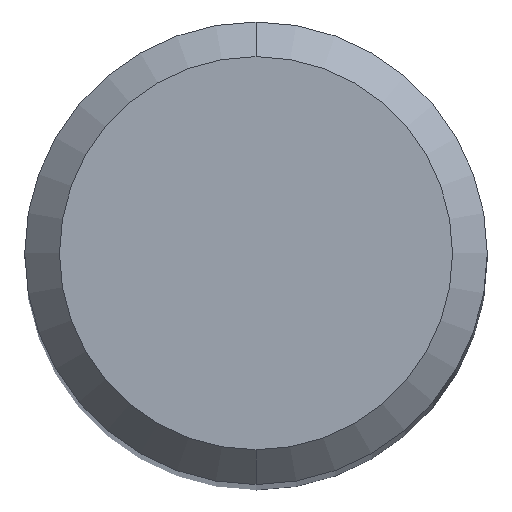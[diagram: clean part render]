
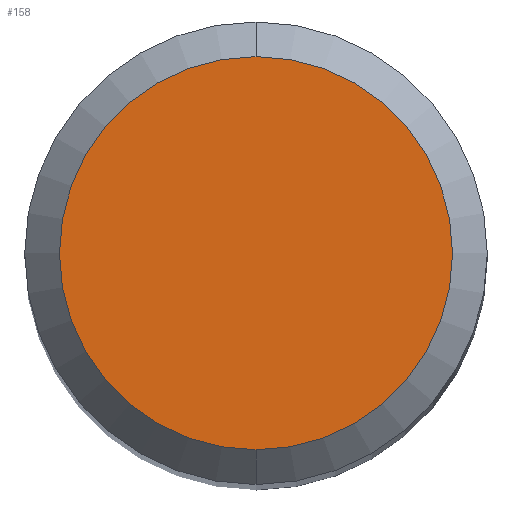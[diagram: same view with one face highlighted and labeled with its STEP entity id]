
A CAD part, top view. The second image highlights one B-rep face of the part: STEP entity #158.
In plain terms, the highlighted planar face has unit normal (0, 0, 1).
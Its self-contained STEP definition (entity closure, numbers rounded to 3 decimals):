
#98=EDGE_CURVE('',#160,#144,#247,.T.);
#112=EDGE_CURVE('',#144,#160,#262,.T.);
#144=VERTEX_POINT('',#296);
#158=ADVANCED_FACE('',(#312),#313,.T.);
#160=VERTEX_POINT('',#315);
#247=CIRCLE('',#406,1.7);
#262=CIRCLE('',#427,1.7);
#296=CARTESIAN_POINT('',(0.,-1.7,0.0));
#312=FACE_OUTER_BOUND('',#487,.T.);
#313=PLANE('',#488);
#315=CARTESIAN_POINT('',(0.0,1.7,0.0));
#406=AXIS2_PLACEMENT_3D('',#589,#590,#591);
#427=AXIS2_PLACEMENT_3D('',#610,#611,#612);
#487=EDGE_LOOP('',(#674,#675));
#488=AXIS2_PLACEMENT_3D('',#676,#677,#678);
#589=CARTESIAN_POINT('',(0.0,0.0,0.0));
#590=DIRECTION('',(0.0,0.0,-1.0));
#591=DIRECTION('',(0.0,1.0,0.0));
#610=CARTESIAN_POINT('',(0.0,0.0,0.0));
#611=DIRECTION('',(0.0,0.0,-1.0));
#612=DIRECTION('',(0.0,1.0,0.0));
#674=ORIENTED_EDGE('',*,*,#98,.F.);
#675=ORIENTED_EDGE('',*,*,#112,.F.);
#676=CARTESIAN_POINT('',(0.0,0.85,0.0));
#677=DIRECTION('',(-0.0,0.0,1.0));
#678=DIRECTION('',(0.0,-1.0,0.0));
